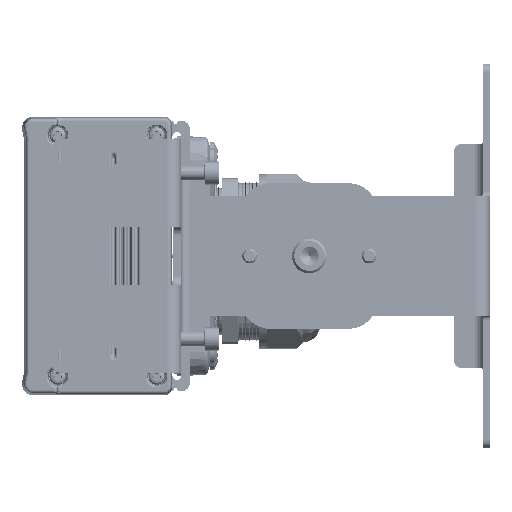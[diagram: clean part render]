
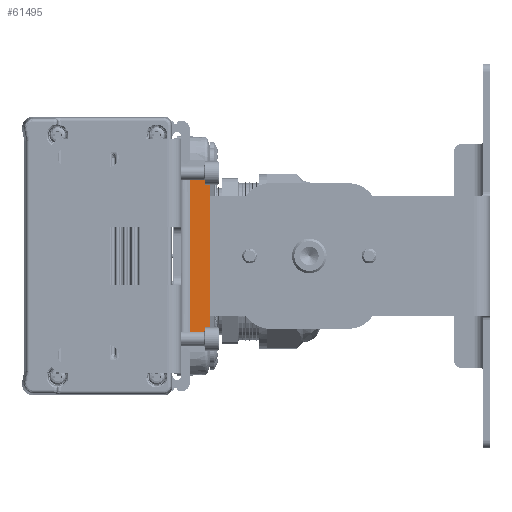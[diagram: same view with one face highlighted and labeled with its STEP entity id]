
A CAD part, left-side view. The second image highlights one B-rep face of the part: STEP entity #61495.
In plain terms, the highlighted planar face has unit normal (-1, 0, 0).
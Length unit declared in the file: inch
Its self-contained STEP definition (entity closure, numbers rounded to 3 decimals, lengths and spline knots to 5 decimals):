
#534 = CARTESIAN_POINT ( 'NONE',  ( 0.82677, -0.3937, -1.06299 ) ) ;
#1694 = EDGE_CURVE ( 'NONE', #168461, #144370, #101393, .T. ) ;
#14123 = CARTESIAN_POINT ( 'NONE',  ( 0.82677, -0.51181, -1.06299 ) ) ;
#17338 = CARTESIAN_POINT ( 'NONE',  ( 0.82677, -0.51181, 1.1811 ) ) ;
#18902 = ORIENTED_EDGE ( 'NONE', *, *, #1694, .T. ) ;
#19861 = DIRECTION ( 'NONE',  ( -1., 0., 0. ) ) ;
#20869 = CARTESIAN_POINT ( 'NONE',  ( 0.82677, -0.23622, 1.5748 ) ) ;
#23073 = DIRECTION ( 'NONE',  ( 0., -1., 0. ) ) ;
#25163 = EDGE_CURVE ( 'NONE', #141775, #168461, #104983, .T. ) ;
#29765 = DIRECTION ( 'NONE',  ( -1., 0., 0. ) ) ;
#31693 = LINE ( 'NONE', #131891, #96327 ) ;
#34237 = EDGE_CURVE ( 'NONE', #188276, #196494, #80942, .T. ) ;
#43093 = CARTESIAN_POINT ( 'NONE',  ( 0.82677, -0.51181, -1.1811 ) ) ;
#45628 = ORIENTED_EDGE ( 'NONE', *, *, #34237, .T. ) ;
#51288 = EDGE_CURVE ( 'NONE', #144370, #189702, #31693, .T. ) ;
#53638 = CARTESIAN_POINT ( 'NONE',  ( 0.82677, -0.3937, -1.1811 ) ) ;
#54309 = CIRCLE ( 'NONE', #116233, 0.11811 ) ;
#54513 = VECTOR ( 'NONE', #23073, 39.37008 ) ;
#57702 = CARTESIAN_POINT ( 'NONE',  ( 0.82677, -0.23622, -1.1811 ) ) ;
#61495 = ADVANCED_FACE ( 'NONE', ( #193849 ), #125004, .T. ) ;
#79885 = DIRECTION ( 'NONE',  ( 0., 1., 0. ) ) ;
#80942 = LINE ( 'NONE', #17338, #149319 ) ;
#81888 = CARTESIAN_POINT ( 'NONE',  ( 0.82677, -0.23622, 1.1811 ) ) ;
#82482 = DIRECTION ( 'NONE',  ( 0., 0., 1. ) ) ;
#92513 = ORIENTED_EDGE ( 'NONE', *, *, #25163, .T. ) ;
#94777 = DIRECTION ( 'NONE',  ( -1., 0., 0. ) ) ;
#95832 = DIRECTION ( 'NONE',  ( 0., 0., 1. ) ) ;
#96327 = VECTOR ( 'NONE', #162127, 39.37008 ) ;
#101393 = CIRCLE ( 'NONE', #183808, 0.11811 ) ;
#101765 = DIRECTION ( 'NONE',  ( 0., 0., -1. ) ) ;
#104983 = LINE ( 'NONE', #170713, #54513 ) ;
#116233 = AXIS2_PLACEMENT_3D ( 'NONE', #130981, #29765, #82482 ) ;
#116827 = DIRECTION ( 'NONE',  ( 0., 0., -1. ) ) ;
#118834 = CARTESIAN_POINT ( 'NONE',  ( 0.82677, -0.51181, 1.06299 ) ) ;
#120046 = AXIS2_PLACEMENT_3D ( 'NONE', #43093, #94777, #95832 ) ;
#120236 = ORIENTED_EDGE ( 'NONE', *, *, #51288, .T. ) ;
#124108 = EDGE_CURVE ( 'NONE', #196494, #141775, #134050, .T. ) ;
#125004 = PLANE ( 'NONE',  #120046 ) ;
#130981 = CARTESIAN_POINT ( 'NONE',  ( 0.82677, -0.3937, 1.06299 ) ) ;
#131891 = CARTESIAN_POINT ( 'NONE',  ( 0.82677, -0.51181, -1.1811 ) ) ;
#134050 = LINE ( 'NONE', #20869, #187203 ) ;
#137567 = ORIENTED_EDGE ( 'NONE', *, *, #166138, .T. ) ;
#141775 = VERTEX_POINT ( 'NONE', #57702 ) ;
#144370 = VERTEX_POINT ( 'NONE', #14123 ) ;
#148357 = EDGE_LOOP ( 'NONE', ( #45628, #198671, #92513, #18902, #120236, #137567 ) ) ;
#149319 = VECTOR ( 'NONE', #79885, 39.37008 ) ;
#162127 = DIRECTION ( 'NONE',  ( 0., 0., 1. ) ) ;
#166138 = EDGE_CURVE ( 'NONE', #189702, #188276, #54309, .T. ) ;
#168461 = VERTEX_POINT ( 'NONE', #53638 ) ;
#170713 = CARTESIAN_POINT ( 'NONE',  ( 0.82677, -0.51181, -1.1811 ) ) ;
#183808 = AXIS2_PLACEMENT_3D ( 'NONE', #534, #19861, #101765 ) ;
#187203 = VECTOR ( 'NONE', #116827, 39.37008 ) ;
#188276 = VERTEX_POINT ( 'NONE', #198747 ) ;
#189702 = VERTEX_POINT ( 'NONE', #118834 ) ;
#193849 = FACE_OUTER_BOUND ( 'NONE', #148357, .T. ) ;
#196494 = VERTEX_POINT ( 'NONE', #81888 ) ;
#198671 = ORIENTED_EDGE ( 'NONE', *, *, #124108, .T. ) ;
#198747 = CARTESIAN_POINT ( 'NONE',  ( 0.82677, -0.3937, 1.1811 ) ) ;
